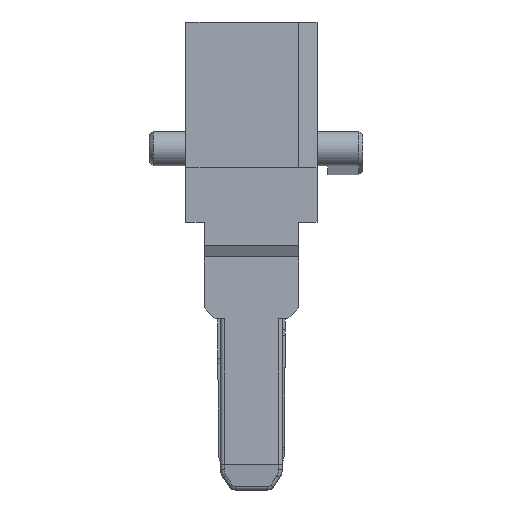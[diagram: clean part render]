
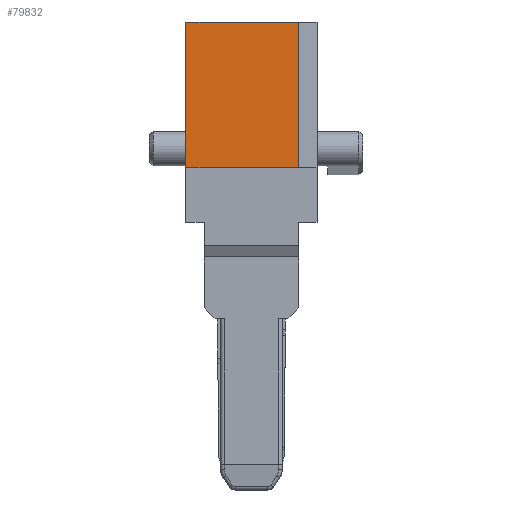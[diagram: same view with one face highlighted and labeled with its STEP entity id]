
A CAD part, left-side view. The second image highlights one B-rep face of the part: STEP entity #79832.
In plain terms, the highlighted planar face has unit normal (-1, 0, 0).
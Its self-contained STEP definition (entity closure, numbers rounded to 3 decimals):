
#6653 = AXIS2_PLACEMENT_3D ( 'NONE', #115527, #25373, #151702 ) ;
#9213 = EDGE_CURVE ( 'NONE', #107290, #47546, #119009, .T. ) ;
#15280 = ORIENTED_EDGE ( 'NONE', *, *, #9213, .T. ) ;
#16327 = CARTESIAN_POINT ( 'NONE',  ( -9.9, -1.3, -1. ) ) ;
#18754 = VERTEX_POINT ( 'NONE', #23596 ) ;
#23596 = CARTESIAN_POINT ( 'NONE',  ( -9.9, 1.8, -1. ) ) ;
#24568 = CARTESIAN_POINT ( 'NONE',  ( -9.9, -5.546, 3. ) ) ;
#25373 = DIRECTION ( 'NONE',  ( -1., 0., 0. ) ) ;
#27614 = FACE_OUTER_BOUND ( 'NONE', #123618, .T. ) ;
#35208 = LINE ( 'NONE', #93599, #122963 ) ;
#35769 = EDGE_CURVE ( 'NONE', #107290, #18754, #35208, .T. ) ;
#39395 = DIRECTION ( 'NONE',  ( 0., 0., 1. ) ) ;
#40728 = LINE ( 'NONE', #24568, #66647 ) ;
#47546 = VERTEX_POINT ( 'NONE', #54974 ) ;
#49067 = DIRECTION ( 'NONE',  ( 0., 0., 1. ) ) ;
#51287 = VECTOR ( 'NONE', #39395, 1000. ) ;
#54974 = CARTESIAN_POINT ( 'NONE',  ( -9.9, -1.3, 3. ) ) ;
#66647 = VECTOR ( 'NONE', #139228, 1000. ) ;
#69030 = DIRECTION ( 'NONE',  ( 0., 1., 0. ) ) ;
#79832 = ADVANCED_FACE ( 'NONE', ( #27614 ), #152769, .T. ) ;
#93599 = CARTESIAN_POINT ( 'NONE',  ( -9.9, -5.546, -1. ) ) ;
#97845 = EDGE_CURVE ( 'NONE', #47546, #133953, #40728, .T. ) ;
#100917 = ORIENTED_EDGE ( 'NONE', *, *, #158420, .F. ) ;
#101855 = CARTESIAN_POINT ( 'NONE',  ( -9.9, -1.3, 3. ) ) ;
#107290 = VERTEX_POINT ( 'NONE', #16327 ) ;
#115527 = CARTESIAN_POINT ( 'NONE',  ( -9.9, -5.546, -1. ) ) ;
#119009 = LINE ( 'NONE', #101855, #51287 ) ;
#121408 = VECTOR ( 'NONE', #49067, 1000. ) ;
#122963 = VECTOR ( 'NONE', #69030, 1000. ) ;
#123618 = EDGE_LOOP ( 'NONE', ( #153738, #15280, #162706, #100917 ) ) ;
#126463 = CARTESIAN_POINT ( 'NONE',  ( -9.9, 1.8, -1. ) ) ;
#133953 = VERTEX_POINT ( 'NONE', #147146 ) ;
#139228 = DIRECTION ( 'NONE',  ( 0., 1., 0. ) ) ;
#147146 = CARTESIAN_POINT ( 'NONE',  ( -9.9, 1.8, 3. ) ) ;
#151702 = DIRECTION ( 'NONE',  ( 0., 0., 1. ) ) ;
#152769 = PLANE ( 'NONE',  #6653 ) ;
#153087 = LINE ( 'NONE', #126463, #121408 ) ;
#153738 = ORIENTED_EDGE ( 'NONE', *, *, #35769, .F. ) ;
#158420 = EDGE_CURVE ( 'NONE', #18754, #133953, #153087, .T. ) ;
#162706 = ORIENTED_EDGE ( 'NONE', *, *, #97845, .T. ) ;
